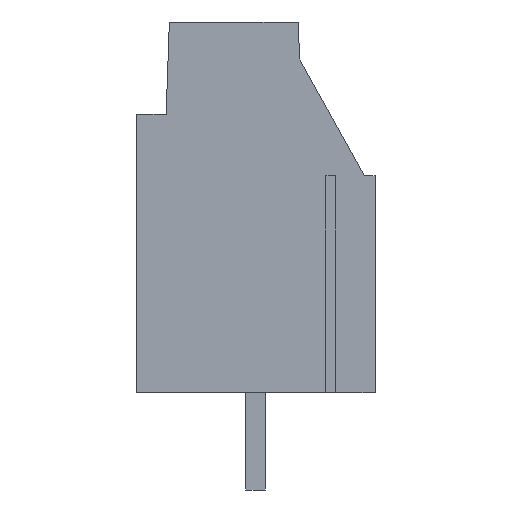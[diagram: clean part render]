
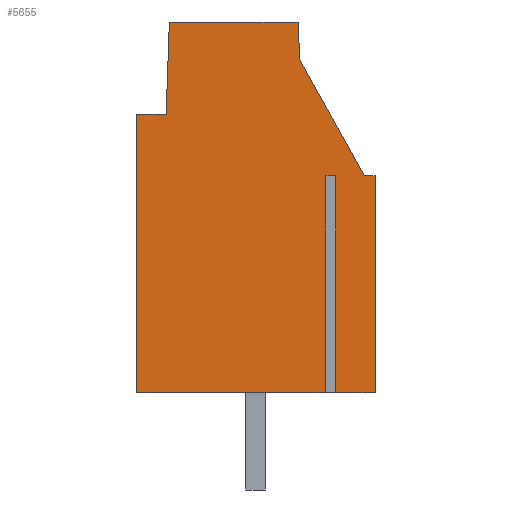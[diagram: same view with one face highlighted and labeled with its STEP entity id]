
A CAD part, left-side view. The second image highlights one B-rep face of the part: STEP entity #5655.
In plain terms, the highlighted planar face has unit normal (-1, 0, 0).
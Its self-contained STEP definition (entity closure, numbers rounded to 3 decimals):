
#5614=AXIS2_PLACEMENT_3D('Plane Axis2P3D',#5611,#5612,#5613) ;
#40=CARTESIAN_POINT('Vertex',(0.,9.5,21.6)) ;
#140=CARTESIAN_POINT('Vertex',(0.,9.648,17.35)) ;
#143=CARTESIAN_POINT('Line Origine',(0.,9.574,19.475)) ;
#180=CARTESIAN_POINT('Line Origine',(0.,6.525,21.6)) ;
#184=CARTESIAN_POINT('Vertex',(0.,3.55,21.6)) ;
#832=CARTESIAN_POINT('Line Origine',(0.,3.52,20.746)) ;
#836=CARTESIAN_POINT('Vertex',(0.,3.49,19.892)) ;
#1087=CARTESIAN_POINT('Vertex',(0.,0.,4.5)) ;
#1090=CARTESIAN_POINT('Line Origine',(0.,0.912,4.5)) ;
#1094=CARTESIAN_POINT('Vertex',(0.,1.825,4.5)) ;
#1143=CARTESIAN_POINT('Vertex',(0.,2.275,4.5)) ;
#1146=CARTESIAN_POINT('Line Origine',(0.,6.638,4.5)) ;
#1150=CARTESIAN_POINT('Vertex',(0.,11.,4.5)) ;
#1822=CARTESIAN_POINT('Line Origine',(0.,11.,10.925)) ;
#1826=CARTESIAN_POINT('Vertex',(0.,11.,17.35)) ;
#2200=CARTESIAN_POINT('Line Origine',(0.,1.995,17.196)) ;
#2204=CARTESIAN_POINT('Vertex',(0.,0.5,14.5)) ;
#2560=CARTESIAN_POINT('Vertex',(0.,0.,14.5)) ;
#2563=CARTESIAN_POINT('Line Origine',(0.,0.,9.5)) ;
#5577=CARTESIAN_POINT('Line Origine',(0.,10.324,17.35)) ;
#5611=CARTESIAN_POINT('Axis2P3D Location',(0.,11.,1.3)) ;
#5616=CARTESIAN_POINT('Line Origine',(0.,0.25,14.5)) ;
#5621=CARTESIAN_POINT('Line Origine',(0.,2.275,9.5)) ;
#5625=CARTESIAN_POINT('Vertex',(0.,2.275,14.5)) ;
#5628=CARTESIAN_POINT('Line Origine',(0.,2.05,14.5)) ;
#5632=CARTESIAN_POINT('Vertex',(0.,1.825,14.5)) ;
#5635=CARTESIAN_POINT('Line Origine',(0.,1.825,9.5)) ;
#144=DIRECTION('Vector Direction',(0.,0.035,-0.999)) ;
#181=DIRECTION('Vector Direction',(0.,-1.,0.)) ;
#833=DIRECTION('Vector Direction',(0.,0.035,0.999)) ;
#1091=DIRECTION('Vector Direction',(0.,1.,0.)) ;
#1147=DIRECTION('Vector Direction',(0.,1.,0.)) ;
#1823=DIRECTION('Vector Direction',(0.,0.,1.)) ;
#2201=DIRECTION('Vector Direction',(0.,-0.485,-0.875)) ;
#2564=DIRECTION('Vector Direction',(0.,0.,-1.)) ;
#5578=DIRECTION('Vector Direction',(0.,-1.,0.)) ;
#5612=DIRECTION('Axis2P3D Direction',(-1.,0.,0.)) ;
#5613=DIRECTION('Axis2P3D XDirection',(0.,-1.,0.)) ;
#5617=DIRECTION('Vector Direction',(0.,-1.,0.)) ;
#5622=DIRECTION('Vector Direction',(0.,0.,1.)) ;
#5629=DIRECTION('Vector Direction',(0.,-1.,0.)) ;
#5636=DIRECTION('Vector Direction',(0.,0.,1.)) ;
#145=VECTOR('Line Direction',#144,1.) ;
#182=VECTOR('Line Direction',#181,1.) ;
#834=VECTOR('Line Direction',#833,1.) ;
#1092=VECTOR('Line Direction',#1091,1.) ;
#1148=VECTOR('Line Direction',#1147,1.) ;
#1824=VECTOR('Line Direction',#1823,1.) ;
#2202=VECTOR('Line Direction',#2201,1.) ;
#2565=VECTOR('Line Direction',#2564,1.) ;
#5579=VECTOR('Line Direction',#5578,1.) ;
#5618=VECTOR('Line Direction',#5617,1.) ;
#5623=VECTOR('Line Direction',#5622,1.) ;
#5630=VECTOR('Line Direction',#5629,1.) ;
#5637=VECTOR('Line Direction',#5636,1.) ;
#5641=ORIENTED_EDGE('',*,*,#1096,.T.) ;
#5642=ORIENTED_EDGE('',*,*,#2567,.T.) ;
#5643=ORIENTED_EDGE('',*,*,#5620,.T.) ;
#5644=ORIENTED_EDGE('',*,*,#2206,.T.) ;
#5645=ORIENTED_EDGE('',*,*,#838,.T.) ;
#5646=ORIENTED_EDGE('',*,*,#186,.T.) ;
#5647=ORIENTED_EDGE('',*,*,#147,.T.) ;
#5648=ORIENTED_EDGE('',*,*,#5581,.T.) ;
#5649=ORIENTED_EDGE('',*,*,#1828,.T.) ;
#5650=ORIENTED_EDGE('',*,*,#1152,.T.) ;
#5651=ORIENTED_EDGE('',*,*,#5627,.T.) ;
#5652=ORIENTED_EDGE('',*,*,#5634,.F.) ;
#5653=ORIENTED_EDGE('',*,*,#5639,.F.) ;
#5655=ADVANCED_FACE('HOUSING',(#5654),#5615,.T.) ;
#147=EDGE_CURVE('',#41,#141,#146,.T.) ;
#186=EDGE_CURVE('',#185,#41,#183,.F.) ;
#838=EDGE_CURVE('',#837,#185,#835,.T.) ;
#1096=EDGE_CURVE('',#1095,#1088,#1093,.F.) ;
#1152=EDGE_CURVE('',#1151,#1144,#1149,.F.) ;
#1828=EDGE_CURVE('',#1827,#1151,#1825,.F.) ;
#2206=EDGE_CURVE('',#2205,#837,#2203,.F.) ;
#2567=EDGE_CURVE('',#1088,#2561,#2566,.F.) ;
#5581=EDGE_CURVE('',#141,#1827,#5580,.F.) ;
#5620=EDGE_CURVE('',#2561,#2205,#5619,.F.) ;
#5627=EDGE_CURVE('',#1144,#5626,#5624,.T.) ;
#5634=EDGE_CURVE('',#5633,#5626,#5631,.F.) ;
#5639=EDGE_CURVE('',#1095,#5633,#5638,.T.) ;
#5640=EDGE_LOOP('',(#5641,#5642,#5643,#5644,#5645,#5646,#5647,#5648,#5649,#5650,#5651,#5652,#5653)) ;
#5654=FACE_OUTER_BOUND('',#5640,.T.) ;
#146=LINE('Line',#143,#145) ;
#183=LINE('Line',#180,#182) ;
#835=LINE('Line',#832,#834) ;
#1093=LINE('Line',#1090,#1092) ;
#1149=LINE('Line',#1146,#1148) ;
#1825=LINE('Line',#1822,#1824) ;
#2203=LINE('Line',#2200,#2202) ;
#2566=LINE('Line',#2563,#2565) ;
#5580=LINE('Line',#5577,#5579) ;
#5619=LINE('Line',#5616,#5618) ;
#5624=LINE('Line',#5621,#5623) ;
#5631=LINE('Line',#5628,#5630) ;
#5638=LINE('Line',#5635,#5637) ;
#5615=PLANE('',#5614) ;
#41=VERTEX_POINT('',#40) ;
#141=VERTEX_POINT('',#140) ;
#185=VERTEX_POINT('',#184) ;
#837=VERTEX_POINT('',#836) ;
#1088=VERTEX_POINT('',#1087) ;
#1095=VERTEX_POINT('',#1094) ;
#1144=VERTEX_POINT('',#1143) ;
#1151=VERTEX_POINT('',#1150) ;
#1827=VERTEX_POINT('',#1826) ;
#2205=VERTEX_POINT('',#2204) ;
#2561=VERTEX_POINT('',#2560) ;
#5626=VERTEX_POINT('',#5625) ;
#5633=VERTEX_POINT('',#5632) ;
